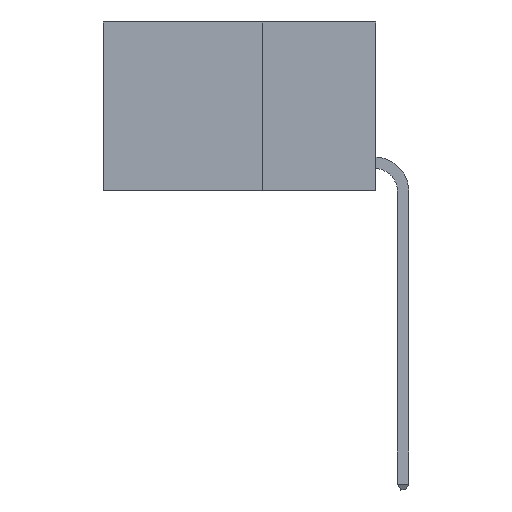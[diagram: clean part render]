
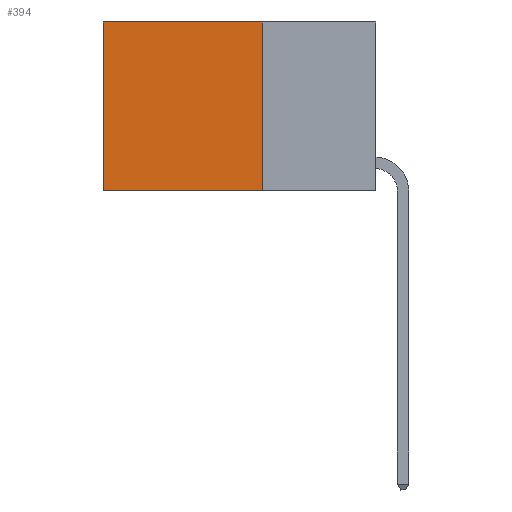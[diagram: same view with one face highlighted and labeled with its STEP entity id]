
A CAD part, left-side view. The second image highlights one B-rep face of the part: STEP entity #394.
In plain terms, the highlighted planar face has unit normal (-1, 0, 0).
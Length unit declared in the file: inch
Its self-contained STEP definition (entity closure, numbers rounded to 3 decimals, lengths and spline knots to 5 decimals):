
#96 = DIRECTION ( 'NONE',  ( 0., 1., 0. ) ) ;
#289 = VECTOR ( 'NONE', #12556, 39.37008 ) ;
#365 = CARTESIAN_POINT ( 'NONE',  ( 0.2625, 0.25, 0. ) ) ;
#394 = ADVANCED_FACE ( 'NONE', ( #4642 ), #6848, .F. ) ;
#1320 = CARTESIAN_POINT ( 'NONE',  ( 0.2625, 0.25, -0.37 ) ) ;
#1459 = ORIENTED_EDGE ( 'NONE', *, *, #5716, .F. ) ;
#1465 = CARTESIAN_POINT ( 'NONE',  ( 0.2625, 0.25, 0. ) ) ;
#1694 = EDGE_CURVE ( 'NONE', #13839, #11495, #2726, .T. ) ;
#2181 = LINE ( 'NONE', #3289, #3160 ) ;
#2299 = LINE ( 'NONE', #8873, #12582 ) ;
#2726 = LINE ( 'NONE', #10093, #9787 ) ;
#3160 = VECTOR ( 'NONE', #96, 39.37008 ) ;
#3289 = CARTESIAN_POINT ( 'NONE',  ( 0.2625, 0.25, 0. ) ) ;
#4642 = FACE_OUTER_BOUND ( 'NONE', #9448, .T. ) ;
#4745 = VERTEX_POINT ( 'NONE', #365 ) ;
#4926 = ORIENTED_EDGE ( 'NONE', *, *, #11113, .F. ) ;
#5132 = CARTESIAN_POINT ( 'NONE',  ( 0.2625, 0.6, -0.37 ) ) ;
#5657 = DIRECTION ( 'NONE',  ( 0., 1., 0. ) ) ;
#5716 = EDGE_CURVE ( 'NONE', #4745, #9730, #6070, .T. ) ;
#6070 = LINE ( 'NONE', #11527, #289 ) ;
#6848 = PLANE ( 'NONE',  #11885 ) ;
#8794 = DIRECTION ( 'NONE',  ( 0., 0., -1. ) ) ;
#8873 = CARTESIAN_POINT ( 'NONE',  ( 0.2625, 0.25, -0.37 ) ) ;
#9448 = EDGE_LOOP ( 'NONE', ( #10113, #4926, #1459, #9865 ) ) ;
#9730 = VERTEX_POINT ( 'NONE', #1320 ) ;
#9787 = VECTOR ( 'NONE', #10230, 39.37008 ) ;
#9865 = ORIENTED_EDGE ( 'NONE', *, *, #12238, .T. ) ;
#10042 = DIRECTION ( 'NONE',  ( 1., 0., 0. ) ) ;
#10093 = CARTESIAN_POINT ( 'NONE',  ( 0.2625, 0.6, 0. ) ) ;
#10113 = ORIENTED_EDGE ( 'NONE', *, *, #1694, .T. ) ;
#10230 = DIRECTION ( 'NONE',  ( 0., 0., -1. ) ) ;
#11113 = EDGE_CURVE ( 'NONE', #9730, #11495, #2299, .T. ) ;
#11495 = VERTEX_POINT ( 'NONE', #5132 ) ;
#11527 = CARTESIAN_POINT ( 'NONE',  ( 0.2625, 0.25, 0. ) ) ;
#11885 = AXIS2_PLACEMENT_3D ( 'NONE', #1465, #10042, #8794 ) ;
#12238 = EDGE_CURVE ( 'NONE', #4745, #13839, #2181, .T. ) ;
#12556 = DIRECTION ( 'NONE',  ( 0., 0., -1. ) ) ;
#12582 = VECTOR ( 'NONE', #5657, 39.37008 ) ;
#13136 = CARTESIAN_POINT ( 'NONE',  ( 0.2625, 0.6, 0. ) ) ;
#13839 = VERTEX_POINT ( 'NONE', #13136 ) ;
